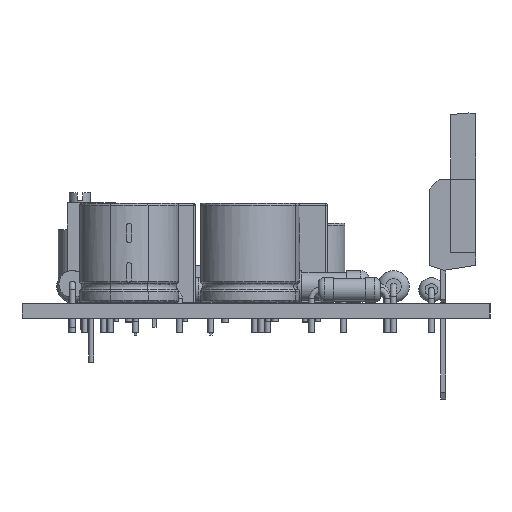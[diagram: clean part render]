
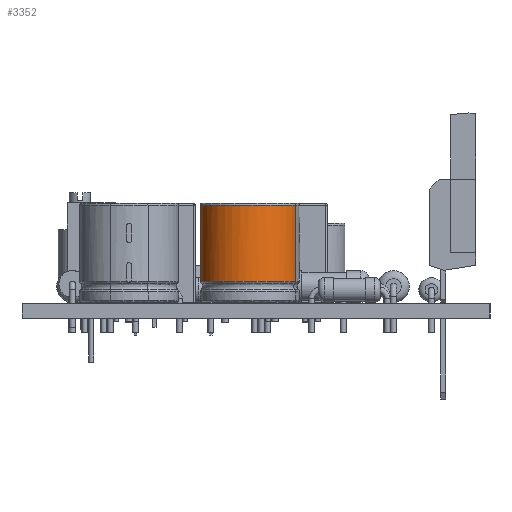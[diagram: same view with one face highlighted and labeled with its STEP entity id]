
A CAD part, left-side view. The second image highlights one B-rep face of the part: STEP entity #3352.
In plain terms, the highlighted cylindrical face has radius 5 mm (diameter 10 mm), a partial arc.
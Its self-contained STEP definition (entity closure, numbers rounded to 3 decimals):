
#3019 = VERTEX_POINT('',#3020);
#3020 = CARTESIAN_POINT('',(7.119,-1.913,
    2.135));
#3031 = EDGE_CURVE('',#3019,#3032,#3034,.T.);
#3032 = VERTEX_POINT('',#3033);
#3033 = CARTESIAN_POINT('',(7.119,1.913,2.135
    ));
#3034 = B_SPLINE_CURVE_WITH_KNOTS('',12,(#3035,#3036,#3037,#3038,#3039,
    #3040,#3041,#3042,#3043,#3044,#3045,#3046,#3047,#3048,#3049,#3050,
    #3051,#3052,#3053,#3054,#3055,#3056,#3057,#3058,#3059,#3060,#3061,
    #3062,#3063,#3064,#3065,#3066,#3067,#3068,#3069),.UNSPECIFIED.,.F.,
  .F.,(13,11,11,13),(-1.171,0.,27.489
    ,28.66),.UNSPECIFIED.);
#3035 = CARTESIAN_POINT('',(7.568,-0.831,
    2.135));
#3036 = CARTESIAN_POINT('',(7.53,-0.922,
    2.135));
#3037 = CARTESIAN_POINT('',(7.492,-1.013,
    2.135));
#3038 = CARTESIAN_POINT('',(7.455,-1.103,
    2.135));
#3039 = CARTESIAN_POINT('',(7.417,-1.194,2.135
    ));
#3040 = CARTESIAN_POINT('',(7.38,-1.284,
    2.135));
#3041 = CARTESIAN_POINT('',(7.343,-1.374,
    2.135));
#3042 = CARTESIAN_POINT('',(7.305,-1.465,
    2.135));
#3043 = CARTESIAN_POINT('',(7.268,-1.555,
    2.135));
#3044 = CARTESIAN_POINT('',(7.231,-1.644,
    2.135));
#3045 = CARTESIAN_POINT('',(7.194,-1.734,
    2.135));
#3046 = CARTESIAN_POINT('',(7.156,-1.824,
    2.135));
#3047 = CARTESIAN_POINT('',(6.249,-4.015,
    2.135));
#3048 = CARTESIAN_POINT('',(4.321,-5.717,2.135
    ));
#3049 = CARTESIAN_POINT('',(1.539,-6.391,
    2.135));
#3050 = CARTESIAN_POINT('',(-1.444,-5.514,
    2.135));
#3051 = CARTESIAN_POINT('',(-3.666,-3.325,
    2.135));
#3052 = CARTESIAN_POINT('',(-4.779,0.,
    2.135));
#3053 = CARTESIAN_POINT('',(-3.666,3.325,
    2.135));
#3054 = CARTESIAN_POINT('',(-1.444,5.514,
    2.135));
#3055 = CARTESIAN_POINT('',(1.539,6.391,2.135
    ));
#3056 = CARTESIAN_POINT('',(4.321,5.717,2.135
    ));
#3057 = CARTESIAN_POINT('',(6.249,4.015,2.135
    ));
#3058 = CARTESIAN_POINT('',(7.156,1.824,2.135
    ));
#3059 = CARTESIAN_POINT('',(7.194,1.734,2.135
    ));
#3060 = CARTESIAN_POINT('',(7.231,1.644,2.135
    ));
#3061 = CARTESIAN_POINT('',(7.268,1.555,2.135
    ));
#3062 = CARTESIAN_POINT('',(7.305,1.465,2.135
    ));
#3063 = CARTESIAN_POINT('',(7.343,1.374,2.135
    ));
#3064 = CARTESIAN_POINT('',(7.38,1.284,2.135
    ));
#3065 = CARTESIAN_POINT('',(7.417,1.194,2.135)
  );
#3066 = CARTESIAN_POINT('',(7.455,1.103,2.135
    ));
#3067 = CARTESIAN_POINT('',(7.492,1.013,2.135
    ));
#3068 = CARTESIAN_POINT('',(7.53,0.922,2.135
    ));
#3069 = CARTESIAN_POINT('',(7.568,0.831,2.135
    ));
#3352 = ADVANCED_FACE('',(#3353),#3379,.T.);
#3353 = FACE_BOUND('',#3354,.T.);
#3354 = EDGE_LOOP('',(#3355,#3366,#3372,#3373));
#3355 = ORIENTED_EDGE('',*,*,#3356,.T.);
#3356 = EDGE_CURVE('',#3357,#3359,#3361,.T.);
#3357 = VERTEX_POINT('',#3358);
#3358 = CARTESIAN_POINT('',(7.119,-1.913,9.8));
#3359 = VERTEX_POINT('',#3360);
#3360 = CARTESIAN_POINT('',(7.119,1.913,9.8));
#3361 = CIRCLE('',#3362,5.);
#3362 = AXIS2_PLACEMENT_3D('',#3363,#3364,#3365);
#3363 = CARTESIAN_POINT('',(2.5,0.,9.8));
#3364 = DIRECTION('',(0.,-0.,-1.));
#3365 = DIRECTION('',(0.924,-0.383,0.));
#3366 = ORIENTED_EDGE('',*,*,#3367,.F.);
#3367 = EDGE_CURVE('',#3032,#3359,#3368,.T.);
#3368 = LINE('',#3369,#3370);
#3369 = CARTESIAN_POINT('',(7.119,1.913,2.));
#3370 = VECTOR('',#3371,1.);
#3371 = DIRECTION('',(0.,0.,1.));
#3372 = ORIENTED_EDGE('',*,*,#3031,.F.);
#3373 = ORIENTED_EDGE('',*,*,#3374,.T.);
#3374 = EDGE_CURVE('',#3019,#3357,#3375,.T.);
#3375 = LINE('',#3376,#3377);
#3376 = CARTESIAN_POINT('',(7.119,-1.913,2.));
#3377 = VECTOR('',#3378,1.);
#3378 = DIRECTION('',(0.,0.,1.));
#3379 = CYLINDRICAL_SURFACE('',#3380,5.);
#3380 = AXIS2_PLACEMENT_3D('',#3381,#3382,#3383);
#3381 = CARTESIAN_POINT('',(2.5,0.,2.));
#3382 = DIRECTION('',(0.,0.,1.));
#3383 = DIRECTION('',(0.924,-0.383,0.));
